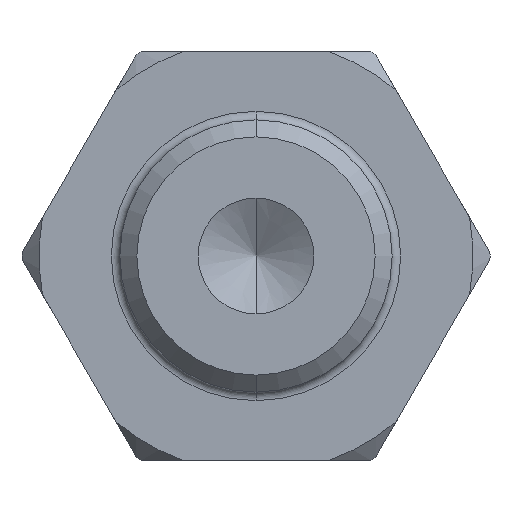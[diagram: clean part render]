
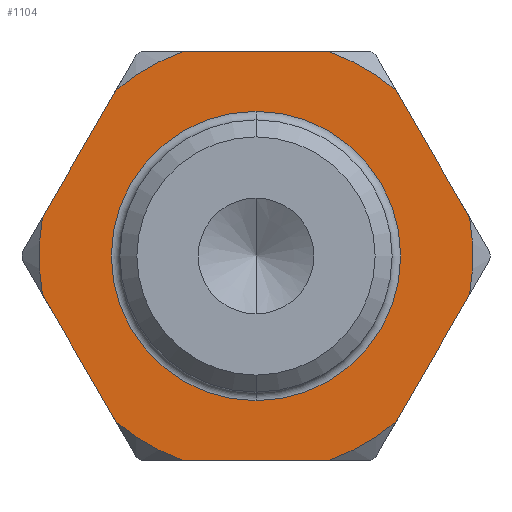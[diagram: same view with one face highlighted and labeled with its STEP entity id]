
A CAD part, front view. The second image highlights one B-rep face of the part: STEP entity #1104.
In plain terms, the highlighted planar face has unit normal (0, -1, 0).
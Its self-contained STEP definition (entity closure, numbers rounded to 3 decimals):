
#7 = LINE ( 'NONE', #212, #1348 ) ;
#10 = CARTESIAN_POINT ( 'NONE',  ( 8.238, -12., -9.731 ) ) ;
#79 = CARTESIAN_POINT ( 'NONE',  ( -13.83, -12., -0.046 ) ) ;
#93 = DIRECTION ( 'NONE',  ( 0.5, 0., -0.866 ) ) ;
#125 = CARTESIAN_POINT ( 'NONE',  ( 6.955, -12., 11.954 ) ) ;
#172 = CARTESIAN_POINT ( 'NONE',  ( -12.547, -12., -2.269 ) ) ;
#187 = DIRECTION ( 'NONE',  ( 1., 0., 0. ) ) ;
#188 = LINE ( 'NONE', #423, #1273 ) ;
#190 = AXIS2_PLACEMENT_3D ( 'NONE', #283, #246, #241 ) ;
#210 = CARTESIAN_POINT ( 'NONE',  ( -4.308, -12., -12. ) ) ;
#212 = CARTESIAN_POINT ( 'NONE',  ( -13.75, -12., 12. ) ) ;
#227 = CIRCLE ( 'NONE', #281, 12.75 ) ;
#241 = DIRECTION ( 'NONE',  ( 0., 0., 1. ) ) ;
#246 = DIRECTION ( 'NONE',  ( 0., -1., 0. ) ) ;
#253 = ORIENTED_EDGE ( 'NONE', *, *, #1390, .F. ) ;
#281 = AXIS2_PLACEMENT_3D ( 'NONE', #583, #578, #547 ) ;
#283 = CARTESIAN_POINT ( 'NONE',  ( 0., -12., 0. ) ) ;
#312 = VECTOR ( 'NONE', #93, 1000. ) ;
#316 = CARTESIAN_POINT ( 'NONE',  ( 12.547, -12., -2.269 ) ) ;
#340 = VERTEX_POINT ( 'NONE', #803 ) ;
#342 = DIRECTION ( 'NONE',  ( 0., 0., 1. ) ) ;
#343 = ORIENTED_EDGE ( 'NONE', *, *, #1415, .T. ) ;
#347 = LINE ( 'NONE', #472, #385 ) ;
#348 = VECTOR ( 'NONE', #1013, 1000. ) ;
#357 = DIRECTION ( 'NONE',  ( 0., 1., 0. ) ) ;
#372 = CARTESIAN_POINT ( 'NONE',  ( 0., -12., -8.5 ) ) ;
#385 = VECTOR ( 'NONE', #1269, 1000. ) ;
#389 = LINE ( 'NONE', #1064, #348 ) ;
#395 = DIRECTION ( 'NONE',  ( -0.5, 0., -0.866 ) ) ;
#417 = CARTESIAN_POINT ( 'NONE',  ( 0., -12., 8.5 ) ) ;
#421 = CARTESIAN_POINT ( 'NONE',  ( 0., -12., 0. ) ) ;
#423 = CARTESIAN_POINT ( 'NONE',  ( 6.955, -12., -11.954 ) ) ;
#426 = EDGE_LOOP ( 'NONE', ( #1222, #1238, #1339, #1376, #1423, #1456, #1506, #1211, #253, #343, #1427, #1057 ) ) ;
#453 = VERTEX_POINT ( 'NONE', #316 ) ;
#459 = VERTEX_POINT ( 'NONE', #372 ) ;
#472 = CARTESIAN_POINT ( 'NONE',  ( -13.83, -12., 0.046 ) ) ;
#520 = DIRECTION ( 'NONE',  ( 0., 0., 1. ) ) ;
#544 = EDGE_LOOP ( 'NONE', ( #922, #1191 ) ) ;
#545 = DIRECTION ( 'NONE',  ( 0., 0., 1. ) ) ;
#547 = DIRECTION ( 'NONE',  ( 0., 0., 1. ) ) ;
#552 = DIRECTION ( 'NONE',  ( 0., 1., 0. ) ) ;
#566 = VERTEX_POINT ( 'NONE', #1249 ) ;
#578 = DIRECTION ( 'NONE',  ( 0., -1., 0. ) ) ;
#583 = CARTESIAN_POINT ( 'NONE',  ( 0., -12., 0. ) ) ;
#591 = CIRCLE ( 'NONE', #1061, 8.5 ) ;
#595 = DIRECTION ( 'NONE',  ( 0., -1., 0. ) ) ;
#613 = CARTESIAN_POINT ( 'NONE',  ( 0., -12., 0. ) ) ;
#620 = VERTEX_POINT ( 'NONE', #777 ) ;
#629 = LINE ( 'NONE', #125, #312 ) ;
#644 = CARTESIAN_POINT ( 'NONE',  ( 0., -12., 0. ) ) ;
#661 = VERTEX_POINT ( 'NONE', #210 ) ;
#664 = AXIS2_PLACEMENT_3D ( 'NONE', #1124, #1118, #1075 ) ;
#665 = FACE_BOUND ( 'NONE', #544, .T. ) ;
#685 = VERTEX_POINT ( 'NONE', #916 ) ;
#734 = VERTEX_POINT ( 'NONE', #1001 ) ;
#742 = AXIS2_PLACEMENT_3D ( 'NONE', #1478, #1451, #1439 ) ;
#756 = VERTEX_POINT ( 'NONE', #417 ) ;
#777 = CARTESIAN_POINT ( 'NONE',  ( -12.547, -12., 2.269 ) ) ;
#778 = CARTESIAN_POINT ( 'NONE',  ( -8.238, -12., -9.731 ) ) ;
#803 = CARTESIAN_POINT ( 'NONE',  ( -4.308, -12., 12. ) ) ;
#817 = AXIS2_PLACEMENT_3D ( 'NONE', #613, #552, #545 ) ;
#826 = VERTEX_POINT ( 'NONE', #1461 ) ;
#910 = CIRCLE ( 'NONE', #933, 12.75 ) ;
#916 = CARTESIAN_POINT ( 'NONE',  ( -8.238, -12., 9.731 ) ) ;
#922 = ORIENTED_EDGE ( 'NONE', *, *, #1170, .T. ) ;
#933 = AXIS2_PLACEMENT_3D ( 'NONE', #644, #595, #520 ) ;
#950 = VECTOR ( 'NONE', #1250, 1000. ) ;
#951 = EDGE_CURVE ( 'NONE', #459, #756, #1227, .T. ) ;
#983 = CIRCLE ( 'NONE', #190, 12.75 ) ;
#985 = LINE ( 'NONE', #79, #950 ) ;
#1001 = CARTESIAN_POINT ( 'NONE',  ( 8.238, -12., 9.731 ) ) ;
#1013 = DIRECTION ( 'NONE',  ( -1., 0., 0. ) ) ;
#1015 = DIRECTION ( 'NONE',  ( 0., 0., 1. ) ) ;
#1029 = PLANE ( 'NONE',  #1200 ) ;
#1055 = VERTEX_POINT ( 'NONE', #10 ) ;
#1056 = CARTESIAN_POINT ( 'NONE',  ( -13.75, -12., 0. ) ) ;
#1057 = ORIENTED_EDGE ( 'NONE', *, *, #1468, .T. ) ;
#1061 = AXIS2_PLACEMENT_3D ( 'NONE', #421, #357, #342 ) ;
#1062 = CIRCLE ( 'NONE', #664, 12.75 ) ;
#1064 = CARTESIAN_POINT ( 'NONE',  ( -13.75, -12., -12. ) ) ;
#1075 = DIRECTION ( 'NONE',  ( 0., 0., 1. ) ) ;
#1104 = ADVANCED_FACE ( 'NONE', ( #665, #1509 ), #1029, .F. ) ;
#1118 = DIRECTION ( 'NONE',  ( 0., -1., 0. ) ) ;
#1124 = CARTESIAN_POINT ( 'NONE',  ( 0., -12., 0. ) ) ;
#1127 = VERTEX_POINT ( 'NONE', #778 ) ;
#1132 = CIRCLE ( 'NONE', #1237, 12.75 ) ;
#1170 = EDGE_CURVE ( 'NONE', #756, #459, #591, .T. ) ;
#1191 = ORIENTED_EDGE ( 'NONE', *, *, #951, .T. ) ;
#1199 = EDGE_CURVE ( 'NONE', #340, #566, #7, .T. ) ;
#1200 = AXIS2_PLACEMENT_3D ( 'NONE', #1056, #1262, #1015 ) ;
#1211 = ORIENTED_EDGE ( 'NONE', *, *, #1358, .T. ) ;
#1220 = EDGE_CURVE ( 'NONE', #340, #685, #910, .T. ) ;
#1222 = ORIENTED_EDGE ( 'NONE', *, *, #1199, .F. ) ;
#1227 = CIRCLE ( 'NONE', #817, 8.5 ) ;
#1237 = AXIS2_PLACEMENT_3D ( 'NONE', #1299, #1296, #1288 ) ;
#1238 = ORIENTED_EDGE ( 'NONE', *, *, #1220, .T. ) ;
#1241 = EDGE_CURVE ( 'NONE', #620, #685, #347, .T. ) ;
#1249 = CARTESIAN_POINT ( 'NONE',  ( 4.308, -12., 12. ) ) ;
#1250 = DIRECTION ( 'NONE',  ( -0.5, 0., 0.866 ) ) ;
#1262 = DIRECTION ( 'NONE',  ( 0., 1., 0. ) ) ;
#1269 = DIRECTION ( 'NONE',  ( 0.5, 0., 0.866 ) ) ;
#1273 = VECTOR ( 'NONE', #395, 1000. ) ;
#1282 = EDGE_CURVE ( 'NONE', #620, #1422, #1318, .T. ) ;
#1288 = DIRECTION ( 'NONE',  ( 0., 0., 1. ) ) ;
#1290 = VERTEX_POINT ( 'NONE', #1492 ) ;
#1296 = DIRECTION ( 'NONE',  ( 0., -1., 0. ) ) ;
#1299 = CARTESIAN_POINT ( 'NONE',  ( 0., -12., 0. ) ) ;
#1302 = EDGE_CURVE ( 'NONE', #1127, #1422, #985, .T. ) ;
#1314 = EDGE_CURVE ( 'NONE', #1127, #661, #1062, .T. ) ;
#1318 = CIRCLE ( 'NONE', #742, 12.75 ) ;
#1332 = EDGE_CURVE ( 'NONE', #826, #661, #389, .T. ) ;
#1339 = ORIENTED_EDGE ( 'NONE', *, *, #1241, .F. ) ;
#1348 = VECTOR ( 'NONE', #187, 1000. ) ;
#1358 = EDGE_CURVE ( 'NONE', #826, #1055, #227, .T. ) ;
#1376 = ORIENTED_EDGE ( 'NONE', *, *, #1282, .T. ) ;
#1390 = EDGE_CURVE ( 'NONE', #453, #1055, #188, .T. ) ;
#1415 = EDGE_CURVE ( 'NONE', #453, #1290, #983, .T. ) ;
#1422 = VERTEX_POINT ( 'NONE', #172 ) ;
#1423 = ORIENTED_EDGE ( 'NONE', *, *, #1302, .F. ) ;
#1427 = ORIENTED_EDGE ( 'NONE', *, *, #1447, .F. ) ;
#1439 = DIRECTION ( 'NONE',  ( 0., 0., 1. ) ) ;
#1447 = EDGE_CURVE ( 'NONE', #734, #1290, #629, .T. ) ;
#1451 = DIRECTION ( 'NONE',  ( 0., -1., 0. ) ) ;
#1456 = ORIENTED_EDGE ( 'NONE', *, *, #1314, .T. ) ;
#1461 = CARTESIAN_POINT ( 'NONE',  ( 4.308, -12., -12. ) ) ;
#1468 = EDGE_CURVE ( 'NONE', #734, #566, #1132, .T. ) ;
#1478 = CARTESIAN_POINT ( 'NONE',  ( 0., -12., 0. ) ) ;
#1492 = CARTESIAN_POINT ( 'NONE',  ( 12.547, -12., 2.269 ) ) ;
#1506 = ORIENTED_EDGE ( 'NONE', *, *, #1332, .F. ) ;
#1509 = FACE_OUTER_BOUND ( 'NONE', #426, .T. ) ;
